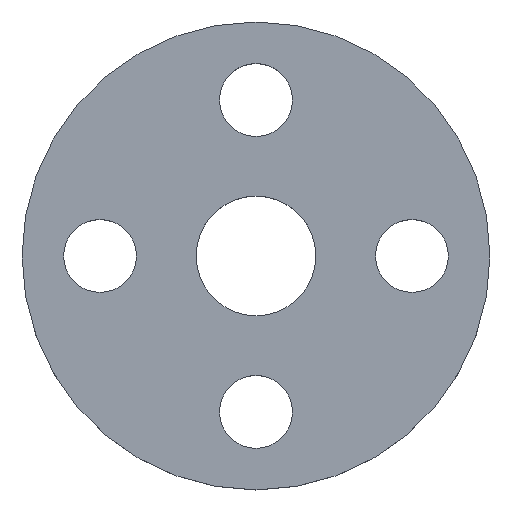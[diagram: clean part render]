
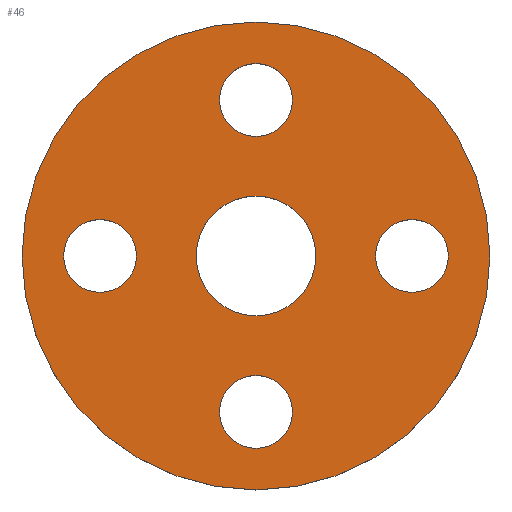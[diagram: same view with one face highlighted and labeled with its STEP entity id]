
A CAD part, top view. The second image highlights one B-rep face of the part: STEP entity #46.
In plain terms, the highlighted planar face has unit normal (0, 0, 1).
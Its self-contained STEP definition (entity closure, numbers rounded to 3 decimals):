
#46 = ADVANCED_FACE( '', ( #97, #98, #99, #100, #101, #102 ), #103, .T. );
#97 = FACE_BOUND( '', #144, .T. );
#98 = FACE_BOUND( '', #145, .T. );
#99 = FACE_BOUND( '', #146, .T. );
#100 = FACE_BOUND( '', #147, .T. );
#101 = FACE_BOUND( '', #148, .T. );
#102 = FACE_OUTER_BOUND( '', #149, .T. );
#103 = PLANE( '', #150 );
#144 = EDGE_LOOP( '', ( #199 ) );
#145 = EDGE_LOOP( '', ( #200 ) );
#146 = EDGE_LOOP( '', ( #201 ) );
#147 = EDGE_LOOP( '', ( #202 ) );
#148 = EDGE_LOOP( '', ( #203 ) );
#149 = EDGE_LOOP( '', ( #204 ) );
#150 = AXIS2_PLACEMENT_3D( '', #205, #206, #207 );
#199 = ORIENTED_EDGE( '', *, *, #218, .F. );
#200 = ORIENTED_EDGE( '', *, *, #220, .F. );
#201 = ORIENTED_EDGE( '', *, *, #216, .F. );
#202 = ORIENTED_EDGE( '', *, *, #224, .F. );
#203 = ORIENTED_EDGE( '', *, *, #226, .F. );
#204 = ORIENTED_EDGE( '', *, *, #222, .T. );
#205 = CARTESIAN_POINT( '', ( 0., 0., 10. ) );
#206 = DIRECTION( '', ( 0., 0., 1. ) );
#207 = DIRECTION( '', ( 1., 0., 0. ) );
#216 = EDGE_CURVE( '', #242, #242, #243, .T. );
#218 = EDGE_CURVE( '', #245, #245, #246, .T. );
#220 = EDGE_CURVE( '', #248, #248, #249, .T. );
#222 = EDGE_CURVE( '', #251, #251, #252, .T. );
#224 = EDGE_CURVE( '', #254, #254, #255, .T. );
#226 = EDGE_CURVE( '', #257, #257, #258, .T. );
#242 = VERTEX_POINT( '', #274 );
#243 = CIRCLE( '', #275, 7. );
#245 = VERTEX_POINT( '', #277 );
#246 = CIRCLE( '', #278, 7. );
#248 = VERTEX_POINT( '', #280 );
#249 = CIRCLE( '', #281, 7. );
#251 = VERTEX_POINT( '', #283 );
#252 = CIRCLE( '', #284, 45. );
#254 = VERTEX_POINT( '', #286 );
#255 = CIRCLE( '', #287, 7. );
#257 = VERTEX_POINT( '', #289 );
#258 = CIRCLE( '', #290, 11.5 );
#274 = CARTESIAN_POINT( '', ( 37., 0., 10. ) );
#275 = AXIS2_PLACEMENT_3D( '', #310, #311, #312 );
#277 = CARTESIAN_POINT( '', ( -23., 0., 10. ) );
#278 = AXIS2_PLACEMENT_3D( '', #313, #314, #315 );
#280 = CARTESIAN_POINT( '', ( 7., -30., 10. ) );
#281 = AXIS2_PLACEMENT_3D( '', #316, #317, #318 );
#283 = CARTESIAN_POINT( '', ( 45., 0., 10. ) );
#284 = AXIS2_PLACEMENT_3D( '', #319, #320, #321 );
#286 = CARTESIAN_POINT( '', ( 7., 30., 10. ) );
#287 = AXIS2_PLACEMENT_3D( '', #322, #323, #324 );
#289 = CARTESIAN_POINT( '', ( 11.5, 0., 10. ) );
#290 = AXIS2_PLACEMENT_3D( '', #325, #326, #327 );
#310 = CARTESIAN_POINT( '', ( 30., 0., 10. ) );
#311 = DIRECTION( '', ( 0., 0., 1. ) );
#312 = DIRECTION( '', ( 1., 0., 0. ) );
#313 = CARTESIAN_POINT( '', ( -30., 0., 10. ) );
#314 = DIRECTION( '', ( 0., 0., 1. ) );
#315 = DIRECTION( '', ( 1., 0., 0. ) );
#316 = CARTESIAN_POINT( '', ( 0., -30., 10. ) );
#317 = DIRECTION( '', ( 0., 0., 1. ) );
#318 = DIRECTION( '', ( 1., 0., 0. ) );
#319 = CARTESIAN_POINT( '', ( 0., 0., 10. ) );
#320 = DIRECTION( '', ( 0., 0., 1. ) );
#321 = DIRECTION( '', ( 1., 0., 0. ) );
#322 = CARTESIAN_POINT( '', ( 0., 30., 10. ) );
#323 = DIRECTION( '', ( 0., 0., 1. ) );
#324 = DIRECTION( '', ( 1., 0., 0. ) );
#325 = CARTESIAN_POINT( '', ( 0., 0., 10. ) );
#326 = DIRECTION( '', ( 0., 0., 1. ) );
#327 = DIRECTION( '', ( 1., 0., 0. ) );
